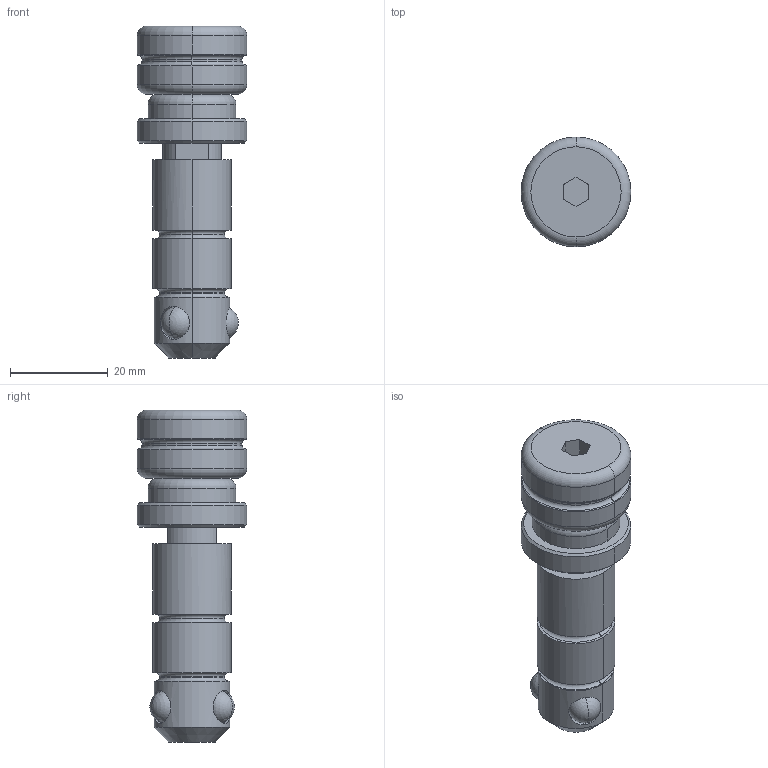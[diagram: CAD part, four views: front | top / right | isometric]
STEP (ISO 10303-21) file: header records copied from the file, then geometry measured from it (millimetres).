
FILE_DESCRIPTION(('STEP AP214'),'1');
FILE_NAME('160533.STP','2011-09-09T11:16:48',(' '),(' '),'Spatial InterOp 3D',' ',' ');
FILE_SCHEMA(('automotive_design'));
Length unit declared in the file: millimetre
Products named in the file (7): Zylinder; Kugel
Bounding box: 22.5 x 22.5 x 68.08 mm (x, y, z)
Volume: 15845 mm3; surface area: 9181.1 mm2
Topology: 7 solids, 7 shells, 151 faces, 352 edges, 213 vertices
Faces by surface type: cylinder 52, torus 42, plane 37, cone 12, sphere 8
Entity records: 6022 total; most frequent: CARTESIAN_POINT 1123, DIRECTION 838, ORIENTED_EDGE 676, AXIS2_PLACEMENT_3D 364, EDGE_CURVE 338, VERTEX_POINT 213, CIRCLE 206, EDGE_LOOP 173
